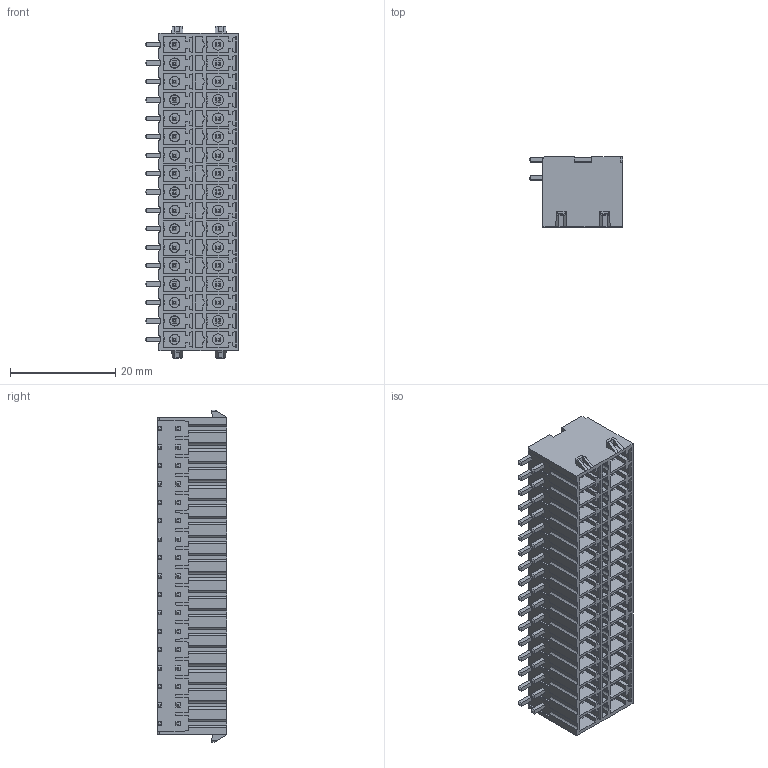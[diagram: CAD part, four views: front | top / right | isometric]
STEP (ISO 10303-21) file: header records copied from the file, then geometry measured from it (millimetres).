
FILE_DESCRIPTION((''),'2;1');
FILE_NAME('TLPHDL-007R-1','2024-09-18T13:44:23',('sheji109'),(''),'CREO PARAMETRIC BY PTC INC, 2018100','CREO PARAMETRIC BY PTC INC, 2018100','');
FILE_SCHEMA(('CONFIG_CONTROL_DESIGN'));
Length unit declared in the file: millimetre
Products named in the file (1): TLPHDL-007R-1
Bounding box: 17.8 x 13.3 x 63.1 mm (x, y, z)
Volume: 8259.7 mm3; surface area: 10634.3 mm2
Topology: 1 solids, 1 shells, 1881 faces, 4890 edges, 3164 vertices
Faces by surface type: plane 1663, cylinder 150, cone 68
Entity records: 56645 total; most frequent: CARTESIAN_POINT 10358, ORIENTED_EDGE 9780, DIRECTION 8942, EDGE_CURVE 4890, VECTOR 4412, LINE 4412, VERTEX_POINT 3164, AXIS2_PLACEMENT_3D 2265
